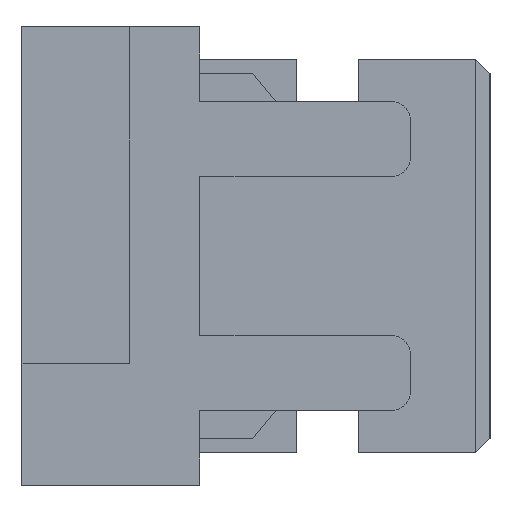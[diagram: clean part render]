
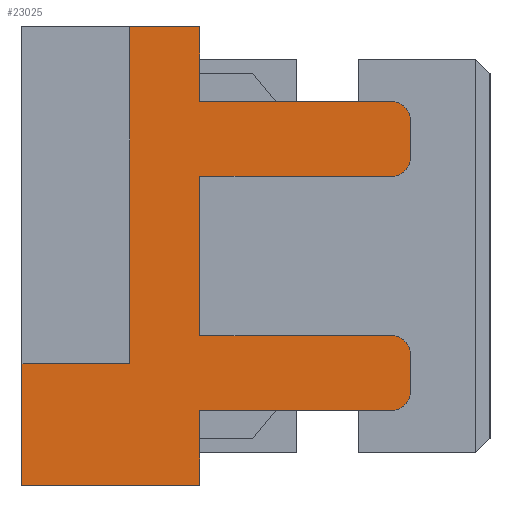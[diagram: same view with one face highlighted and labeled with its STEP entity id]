
A CAD part, left-side view. The second image highlights one B-rep face of the part: STEP entity #23025.
In plain terms, the highlighted planar face has unit normal (-1, 0, 0).
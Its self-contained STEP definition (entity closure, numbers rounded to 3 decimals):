
#877=DIRECTION('',(0.,0.,1.));
#878=VECTOR('',#877,1.3);
#879=CARTESIAN_POINT('',(-10.6,5.,-2.45));
#880=LINE('',#879,#878);
#1549=CARTESIAN_POINT('',(-10.6,1.05,1.05));
#1550=DIRECTION('',(-1.,0.,0.));
#1551=DIRECTION('',(0.,0.,-1.));
#1552=AXIS2_PLACEMENT_3D('',#1549,#1550,#1551);
#1554=DIRECTION('',(0.,1.,0.));
#1555=VECTOR('',#1554,2.05);
#1556=CARTESIAN_POINT('',(-10.6,1.05,0.85));
#1557=LINE('',#1556,#1555);
#1558=DIRECTION('',(0.,0.,1.));
#1559=VECTOR('',#1558,1.7);
#1560=CARTESIAN_POINT('',(-10.6,3.1,-0.85));
#1561=LINE('',#1560,#1559);
#1562=DIRECTION('',(0.,1.,0.));
#1563=VECTOR('',#1562,2.05);
#1564=CARTESIAN_POINT('',(-10.6,1.05,-0.85));
#1565=LINE('',#1564,#1563);
#1566=CARTESIAN_POINT('',(-10.6,1.05,-1.05));
#1567=DIRECTION('',(-1.,0.,0.));
#1568=DIRECTION('',(0.,-1.,0.));
#1569=AXIS2_PLACEMENT_3D('',#1566,#1567,#1568);
#1571=DIRECTION('',(0.,0.,1.));
#1572=VECTOR('',#1571,0.4);
#1573=CARTESIAN_POINT('',(-10.6,0.85,-1.45));
#1574=LINE('',#1573,#1572);
#1575=CARTESIAN_POINT('',(-10.6,1.05,-1.45));
#1576=DIRECTION('',(-1.,0.,0.));
#1577=DIRECTION('',(0.,0.,-1.));
#1578=AXIS2_PLACEMENT_3D('',#1575,#1576,#1577);
#1580=DIRECTION('',(0.,1.,0.));
#1581=VECTOR('',#1580,2.05);
#1582=CARTESIAN_POINT('',(-10.6,1.05,-1.65));
#1583=LINE('',#1582,#1581);
#1584=DIRECTION('',(0.,0.,1.));
#1585=VECTOR('',#1584,0.8);
#1586=CARTESIAN_POINT('',(-10.6,3.1,-2.45));
#1587=LINE('',#1586,#1585);
#1588=DIRECTION('',(0.,1.,0.));
#1589=VECTOR('',#1588,1.9);
#1590=CARTESIAN_POINT('',(-10.6,3.1,-2.45));
#1591=LINE('',#1590,#1589);
#1592=DIRECTION('',(0.,0.,1.));
#1593=VECTOR('',#1592,0.8);
#1594=CARTESIAN_POINT('',(-10.6,3.1,1.65));
#1595=LINE('',#1594,#1593);
#1596=DIRECTION('',(0.,1.,0.));
#1597=VECTOR('',#1596,2.05);
#1598=CARTESIAN_POINT('',(-10.6,1.05,1.65));
#1599=LINE('',#1598,#1597);
#1600=CARTESIAN_POINT('',(-10.6,1.05,1.45));
#1601=DIRECTION('',(-1.,0.,0.));
#1602=DIRECTION('',(0.,-1.,0.));
#1603=AXIS2_PLACEMENT_3D('',#1600,#1601,#1602);
#1605=DIRECTION('',(0.,0.,1.));
#1606=VECTOR('',#1605,0.4);
#1607=CARTESIAN_POINT('',(-10.6,0.85,1.05));
#1608=LINE('',#1607,#1606);
#3131=DIRECTION('',(0.,1.,0.));
#3132=VECTOR('',#3131,0.75);
#3133=CARTESIAN_POINT('',(-10.6,3.1,2.45));
#3134=LINE('',#3133,#3132);
#7477=DIRECTION('',(0.,0.,1.));
#7478=VECTOR('',#7477,3.6);
#7479=CARTESIAN_POINT('',(-10.6,3.85,-1.15));
#7480=LINE('',#7479,#7478);
#7489=DIRECTION('',(0.,1.,0.));
#7490=VECTOR('',#7489,1.15);
#7491=CARTESIAN_POINT('',(-10.6,3.85,-1.15));
#7492=LINE('',#7491,#7490);
#16341=CARTESIAN_POINT('',(-10.6,5.,-2.45));
#16342=CARTESIAN_POINT('',(-10.6,5.,-1.15));
#16343=VERTEX_POINT('',#16341);
#16344=VERTEX_POINT('',#16342);
#16357=CARTESIAN_POINT('',(-10.6,3.85,-1.15));
#16359=VERTEX_POINT('',#16357);
#16363=CARTESIAN_POINT('',(-10.6,3.85,2.45));
#16364=VERTEX_POINT('',#16363);
#16377=CARTESIAN_POINT('',(-10.6,3.1,-2.45));
#16378=CARTESIAN_POINT('',(-10.6,3.1,-1.65));
#16379=VERTEX_POINT('',#16377);
#16380=VERTEX_POINT('',#16378);
#16381=CARTESIAN_POINT('',(-10.6,3.1,-0.85));
#16382=CARTESIAN_POINT('',(-10.6,3.1,0.85));
#16383=VERTEX_POINT('',#16381);
#16384=VERTEX_POINT('',#16382);
#16385=CARTESIAN_POINT('',(-10.6,3.1,1.65));
#16386=CARTESIAN_POINT('',(-10.6,3.1,2.45));
#16387=VERTEX_POINT('',#16385);
#16388=VERTEX_POINT('',#16386);
#16545=CARTESIAN_POINT('',(-10.6,1.05,0.85));
#16546=CARTESIAN_POINT('',(-10.6,0.85,1.05));
#16547=VERTEX_POINT('',#16545);
#16548=VERTEX_POINT('',#16546);
#16553=CARTESIAN_POINT('',(-10.6,1.05,-1.65));
#16554=CARTESIAN_POINT('',(-10.6,0.85,-1.45));
#16555=VERTEX_POINT('',#16553);
#16556=VERTEX_POINT('',#16554);
#16561=CARTESIAN_POINT('',(-10.6,0.85,-1.05));
#16563=VERTEX_POINT('',#16561);
#16565=CARTESIAN_POINT('',(-10.6,1.05,-0.85));
#16566=VERTEX_POINT('',#16565);
#16569=CARTESIAN_POINT('',(-10.6,0.85,1.45));
#16571=VERTEX_POINT('',#16569);
#16573=CARTESIAN_POINT('',(-10.6,1.05,1.65));
#16574=VERTEX_POINT('',#16573);
#22983=CARTESIAN_POINT('',(-10.6,0.,-2.45));
#22984=DIRECTION('',(-1.,0.,0.));
#22985=DIRECTION('',(0.,0.,1.));
#22986=AXIS2_PLACEMENT_3D('',#22983,#22984,#22985);
#22987=PLANE('',#22986);
#22989=ORIENTED_EDGE('',*,*,#22988,.F.);
#22991=ORIENTED_EDGE('',*,*,#22990,.T.);
#22993=ORIENTED_EDGE('',*,*,#22992,.F.);
#22995=ORIENTED_EDGE('',*,*,#22994,.F.);
#22997=ORIENTED_EDGE('',*,*,#22996,.F.);
#22999=ORIENTED_EDGE('',*,*,#22998,.F.);
#23001=ORIENTED_EDGE('',*,*,#23000,.F.);
#23003=ORIENTED_EDGE('',*,*,#23002,.T.);
#23005=ORIENTED_EDGE('',*,*,#23004,.F.);
#23007=ORIENTED_EDGE('',*,*,#23006,.T.);
#23008=ORIENTED_EDGE('',*,*,#22245,.T.);
#23010=ORIENTED_EDGE('',*,*,#23009,.F.);
#23012=ORIENTED_EDGE('',*,*,#23011,.T.);
#23014=ORIENTED_EDGE('',*,*,#23013,.F.);
#23016=ORIENTED_EDGE('',*,*,#23015,.F.);
#23018=ORIENTED_EDGE('',*,*,#23017,.F.);
#23020=ORIENTED_EDGE('',*,*,#23019,.F.);
#23022=ORIENTED_EDGE('',*,*,#23021,.F.);
#23023=EDGE_LOOP('',(#22989,#22991,#22993,#22995,#22997,#22999,#23001,#23003,
#23005,#23007,#23008,#23010,#23012,#23014,#23016,#23018,#23020,#23022));
#23024=FACE_OUTER_BOUND('',#23023,.F.);
#1553=CIRCLE('',#1552,0.2);
#1570=CIRCLE('',#1569,0.2);
#1579=CIRCLE('',#1578,0.2);
#1604=CIRCLE('',#1603,0.2);
#22245=EDGE_CURVE('',#16343,#16344,#880,.T.);
#22988=EDGE_CURVE('',#16547,#16548,#1553,.T.);
#22990=EDGE_CURVE('',#16547,#16384,#1557,.T.);
#22992=EDGE_CURVE('',#16383,#16384,#1561,.T.);
#22994=EDGE_CURVE('',#16566,#16383,#1565,.T.);
#22996=EDGE_CURVE('',#16563,#16566,#1570,.T.);
#22998=EDGE_CURVE('',#16556,#16563,#1574,.T.);
#23000=EDGE_CURVE('',#16555,#16556,#1579,.T.);
#23002=EDGE_CURVE('',#16555,#16380,#1583,.T.);
#23004=EDGE_CURVE('',#16379,#16380,#1587,.T.);
#23006=EDGE_CURVE('',#16379,#16343,#1591,.T.);
#23009=EDGE_CURVE('',#16359,#16344,#7492,.T.);
#23011=EDGE_CURVE('',#16359,#16364,#7480,.T.);
#23013=EDGE_CURVE('',#16388,#16364,#3134,.T.);
#23015=EDGE_CURVE('',#16387,#16388,#1595,.T.);
#23017=EDGE_CURVE('',#16574,#16387,#1599,.T.);
#23019=EDGE_CURVE('',#16571,#16574,#1604,.T.);
#23021=EDGE_CURVE('',#16548,#16571,#1608,.T.);
#23025=ADVANCED_FACE('',(#23024),#22987,.T.);
